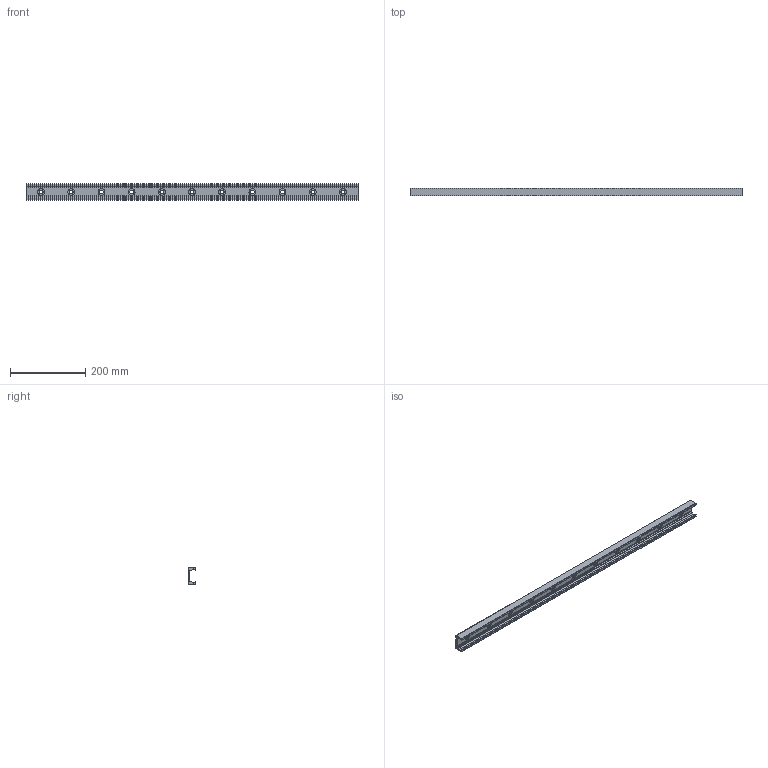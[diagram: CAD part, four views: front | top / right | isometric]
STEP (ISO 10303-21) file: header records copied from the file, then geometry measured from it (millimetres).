
FILE_DESCRIPTION((''),'2;1');
FILE_NAME('LCX 43-0880.C.stp','2016-04-28T09:23:04',('MRathmann'),(''),'Autodesk Inventor 2012','Autodesk Inventor 2012','');
FILE_SCHEMA(('CONFIG_CONTROL_DESIGN'));
Length unit declared in the file: millimetre
Products named in the file (1): LCX 43-0880.C
Bounding box: 880 x 21 x 43 mm (x, y, z)
Volume: 297009.7 mm3; surface area: 141471.3 mm2
Topology: 1 solids, 1 shells, 61 faces, 155 edges, 107 vertices
Faces by surface type: cylinder 35, plane 26
Full cylindrical faces by diameter (mm): 10.5 x11, 18 x11
Entity records: 1748 total; most frequent: DIRECTION 316, CARTESIAN_POINT 280, ORIENTED_EDGE 244, AXIS2_PLACEMENT_3D 132, EDGE_CURVE 122, EDGE_LOOP 116, VERTEX_POINT 96, CIRCLE 70
